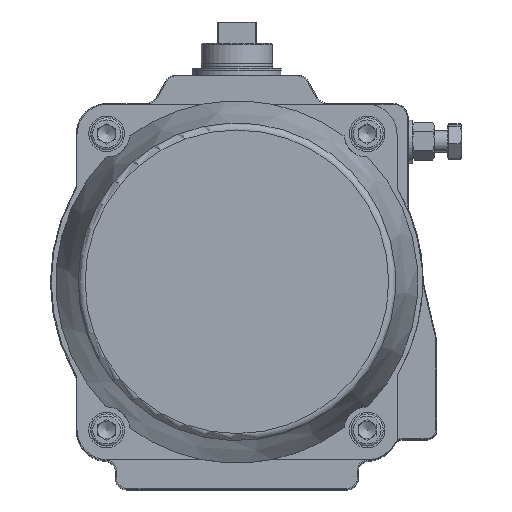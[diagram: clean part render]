
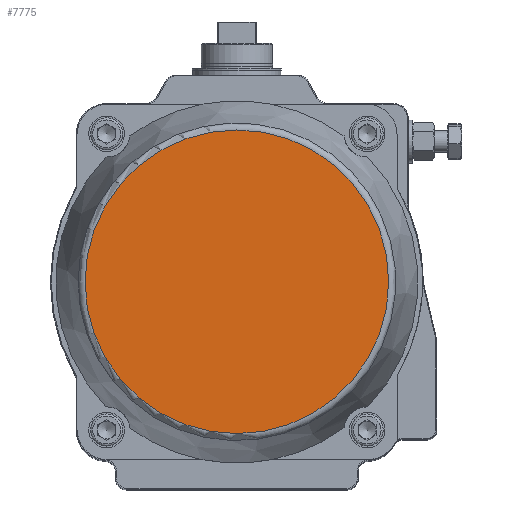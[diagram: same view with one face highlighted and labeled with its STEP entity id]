
A CAD part, top view. The second image highlights one B-rep face of the part: STEP entity #7775.
In plain terms, the highlighted planar face has unit normal (0, 0, 1).
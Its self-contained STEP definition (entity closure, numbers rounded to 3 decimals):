
#2731=ORIENTED_EDGE('',*,*,#4062,.F.);
#4062=EDGE_CURVE('',#4892,#4892,#5456,.T.);
#4892=VERTEX_POINT('',#14139);
#5456=CIRCLE('',#8830,85.099);
#6139=EDGE_LOOP('',(#2731));
#6946=FACE_BOUND('',#6139,.T.);
#7345=PLANE('',#8829);
#7775=ADVANCED_FACE('',(#6946),#7345,.T.);
#8829=AXIS2_PLACEMENT_3D('',#14137,#10957,#10958);
#8830=AXIS2_PLACEMENT_3D('',#14138,#10959,#10960);
#10957=DIRECTION('',(0.,0.,1.));
#10958=DIRECTION('',(-1.,0.,0.));
#10959=DIRECTION('',(0.,0.,-1.));
#10960=DIRECTION('',(-1.,0.,0.));
#14137=CARTESIAN_POINT('',(0.,0.,63.));
#14138=CARTESIAN_POINT('',(0.,0.,63.));
#14139=CARTESIAN_POINT('',(-85.099,0.,63.));
